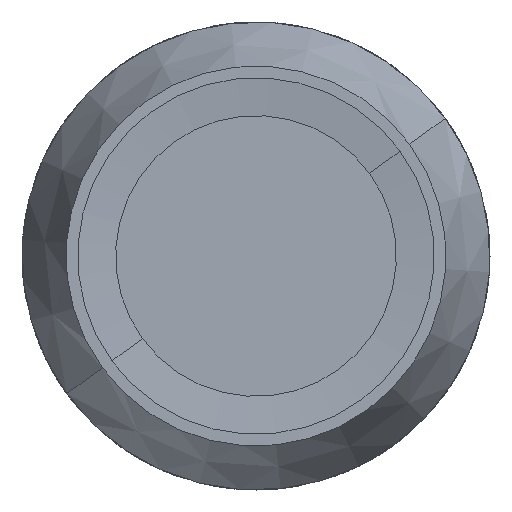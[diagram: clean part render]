
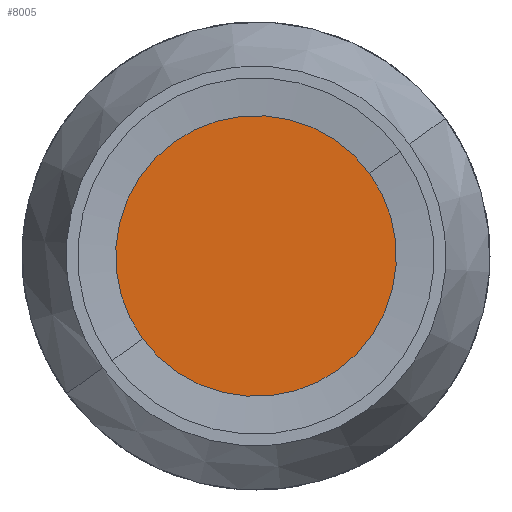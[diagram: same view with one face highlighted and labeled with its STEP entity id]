
A CAD part, front view. The second image highlights one B-rep face of the part: STEP entity #8005.
In plain terms, the highlighted planar face has unit normal (0, -1, 0).
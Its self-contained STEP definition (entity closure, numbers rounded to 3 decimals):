
#1626 = VERTEX_POINT ( 'NONE', #9182 ) ;
#1645 = DIRECTION ( 'NONE',  ( 0., 0., 1. ) ) ;
#3094 = DIRECTION ( 'NONE',  ( 0., 1., 0. ) ) ;
#3329 = CARTESIAN_POINT ( 'NONE',  ( 0., 0., 0. ) ) ;
#3410 = DIRECTION ( 'NONE',  ( 0., 0., 1. ) ) ;
#3439 = CIRCLE ( 'NONE', #6123, 28. ) ;
#4254 = VERTEX_POINT ( 'NONE', #13571 ) ;
#4768 = DIRECTION ( 'NONE',  ( 0., 0., 1. ) ) ;
#6123 = AXIS2_PLACEMENT_3D ( 'NONE', #19555, #17764, #3410 ) ;
#8005 = ADVANCED_FACE ( 'NONE', ( #9416 ), #19119, .F. ) ;
#8534 = ORIENTED_EDGE ( 'NONE', *, *, #20124, .F. ) ;
#9182 = CARTESIAN_POINT ( 'NONE',  ( 0., 0., -28. ) ) ;
#9416 = FACE_OUTER_BOUND ( 'NONE', #17850, .T. ) ;
#10829 = AXIS2_PLACEMENT_3D ( 'NONE', #17542, #3094, #4768 ) ;
#10961 = EDGE_CURVE ( 'NONE', #4254, #1626, #3439, .T. ) ;
#11584 = ORIENTED_EDGE ( 'NONE', *, *, #10961, .F. ) ;
#12714 = DIRECTION ( 'NONE',  ( 0., 1., 0. ) ) ;
#13571 = CARTESIAN_POINT ( 'NONE',  ( 0., 0., 28. ) ) ;
#14396 = CIRCLE ( 'NONE', #16078, 28. ) ;
#16078 = AXIS2_PLACEMENT_3D ( 'NONE', #3329, #12714, #1645 ) ;
#17542 = CARTESIAN_POINT ( 'NONE',  ( 0., 0., 0. ) ) ;
#17764 = DIRECTION ( 'NONE',  ( 0., 1., 0. ) ) ;
#17850 = EDGE_LOOP ( 'NONE', ( #8534, #11584 ) ) ;
#19119 = PLANE ( 'NONE',  #10829 ) ;
#19555 = CARTESIAN_POINT ( 'NONE',  ( 0., 0., 0. ) ) ;
#20124 = EDGE_CURVE ( 'NONE', #1626, #4254, #14396, .T. ) ;
